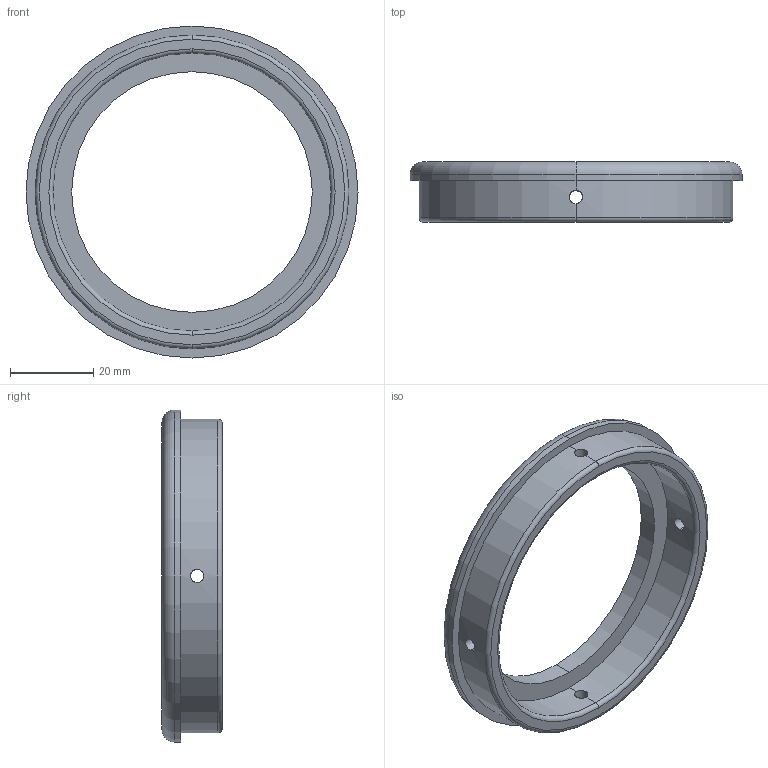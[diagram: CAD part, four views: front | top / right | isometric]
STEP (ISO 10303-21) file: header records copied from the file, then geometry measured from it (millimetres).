
FILE_DESCRIPTION (( 'STEP AP203' ), '1' );
FILE_NAME ('L7.STEP', '2024-08-28T16:07:51', ( '' ), ( '' ), 'SwSTEP 2.0', 'SolidWorks 2022', '' );
FILE_SCHEMA (( 'CONFIG_CONTROL_DESIGN' ));
Length unit declared in the file: millimetre
Products named in the file (1): L7
Bounding box: 80 x 14.5 x 80 mm (x, y, z)
Volume: 19650.1 mm3; surface area: 10788.5 mm2
Topology: 1 solids, 1 shells, 26 faces, 72 edges, 46 vertices
Faces by surface type: cylinder 16, torus 6, plane 4
Entity records: 1309 total; most frequent: CARTESIAN_POINT 569, ORIENTED_EDGE 144, DIRECTION 130, EDGE_CURVE 72, AXIS2_PLACEMENT_3D 55, VERTEX_POINT 46, EDGE_LOOP 34, CIRCLE 28
